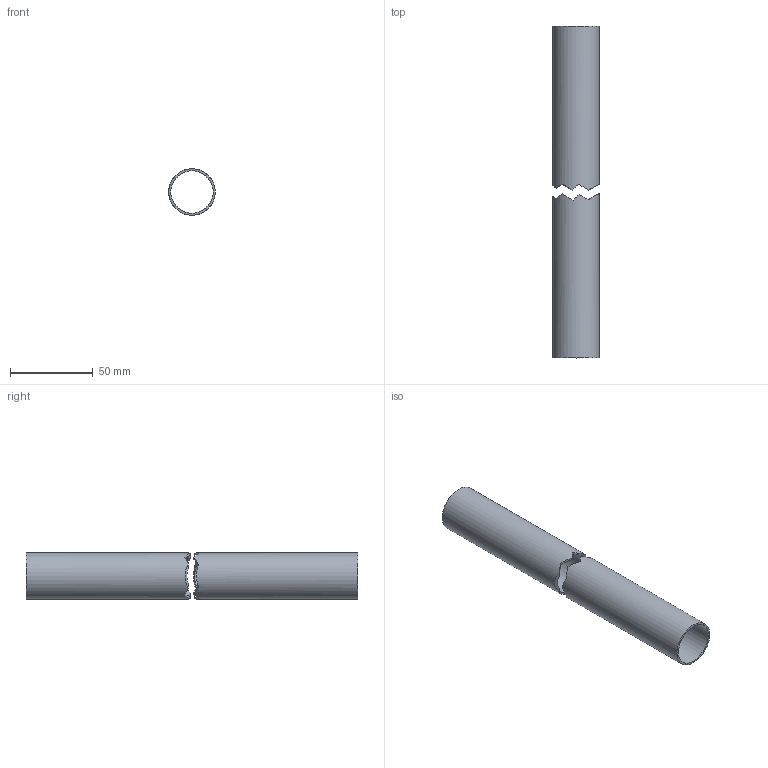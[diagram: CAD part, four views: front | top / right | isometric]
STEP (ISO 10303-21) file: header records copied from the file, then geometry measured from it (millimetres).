
FILE_DESCRIPTION(/* description */ (''),/* implementation_level */ '2;1');
FILE_NAME(/* name */ '49105.stp',/* time_stamp */ '2023-09-08T11:40:50+02:00',/* author */ ('JANAN'),/* organization */ (''),/* preprocessor_version */ 'ST-DEVELOPER v19.2',/* originating_system */ 'Autodesk Inventor 2023',/* authorisation */ '');
FILE_SCHEMA (('AUTOMOTIVE_DESIGN { 1 0 10303 214 3 1 1 }'));
Length unit declared in the file: millimetre
Products named in the file (1): tmp65C5.tmp
Bounding box: 28 x 200 x 28 mm (x, y, z)
Volume: 19593.6 mm3; surface area: 33103.6 mm2
Topology: 2 solids, 2 shells, 26 faces, 72 edges, 48 vertices
Faces by surface type: plane 22, cylinder 4
Full cylindrical faces by diameter (mm): 25.6 x2, 28 x2
Entity records: 940 total; most frequent: DIRECTION 174, CARTESIAN_POINT 147, ORIENTED_EDGE 144, AXIS2_PLACEMENT_3D 75, EDGE_CURVE 72, VERTEX_POINT 48, ELLIPSE 44, EDGE_LOOP 28
